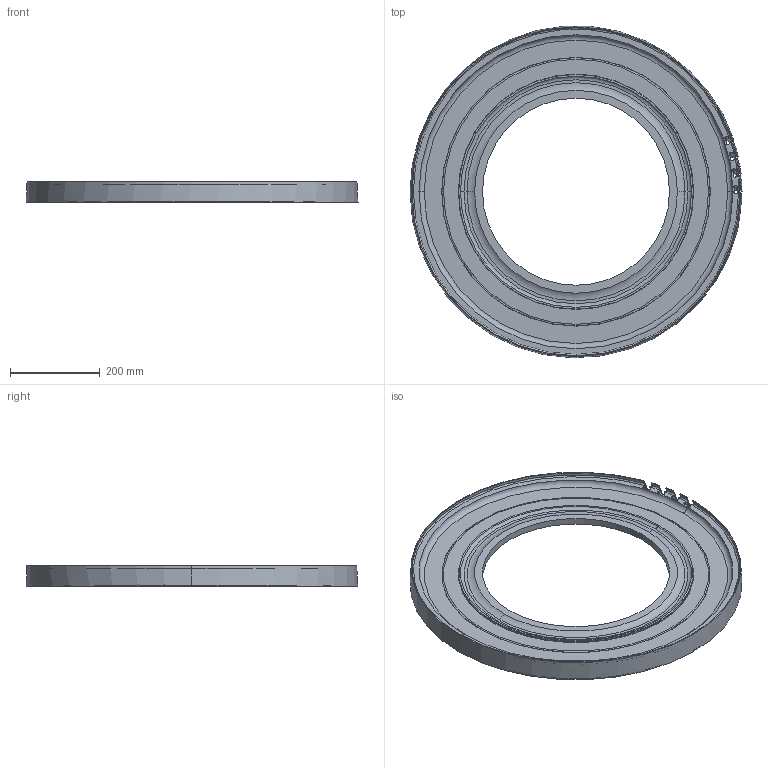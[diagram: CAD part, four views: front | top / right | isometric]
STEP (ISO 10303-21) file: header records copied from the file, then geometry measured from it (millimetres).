
FILE_DESCRIPTION(('produced by SPATIAL CORP'),'2;1');
FILE_NAME( 'rotor4.hh.sat.stp','2002-04-22T10:01:34+00:00',('SPATIAL CORP'),('SPATIAL CORP'), 'ACIS STEP Husk','http://www.spatial.com','SPATIAL CORP');
FILE_SCHEMA(('CONFIG_CONTROL_DESIGN'));
Length unit declared in the file: millimetre
Products named in the file (1): PRODUCT_ID_1
Bounding box: 740.94 x 739.78 x 45.28 mm (x, y, z)
Volume: 2671501.1 mm3; surface area: 870892.2 mm2
Topology: 1 solids, 1 shells, 165 faces, 437 edges, 285 vertices
Faces by surface type: bspline 76, torus 36, plane 21, cone 17, cylinder 15
Entity records: 14722 total; most frequent: CARTESIAN_POINT 11441, ORIENTED_EDGE 874, EDGE_CURVE 437, DIRECTION 346, VERTEX_POINT 285, B_SPLINE_CURVE_WITH_KNOTS 283, EDGE_LOOP 178, FACE_BOUND 178
